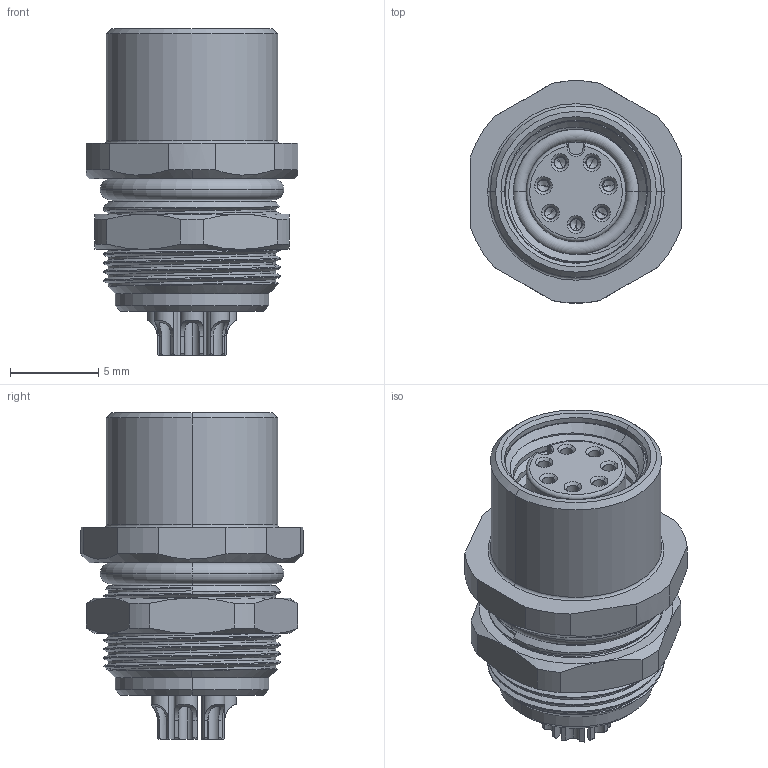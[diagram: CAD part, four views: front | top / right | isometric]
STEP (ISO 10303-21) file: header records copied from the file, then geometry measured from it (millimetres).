
FILE_DESCRIPTION((''),'2;1');
FILE_NAME('8P-K188_','2025-09-09T',('gongcheng16'),(''),'PRO/ENGINEER BY PARAMETRIC TECHNOLOGY CORPORATION, 2010280','PRO/ENGINEER BY PARAMETRIC TECHNOLOGY CORPORATION, 2010280','');
FILE_SCHEMA(('CONFIG_CONTROL_DESIGN'));
Products named in the file (1): 8P-K188_
Bounding box: 12 x 12.6 x 18.5 mm (x, y, z)
Volume: 224.5 mm3; surface area: 14707.6 mm2
Topology: 1 solids, 145 shells, 2165 faces, 6342 edges, 4165 vertices
Faces by surface type: cylinder 901, plane 618, cone 417, bspline 155, torus 74
Entity records: 129566 total; most frequent: CARTESIAN_POINT 75571, ORIENTED_EDGE 11066, DIRECTION 10507, EDGE_CURVE 6314, VERTEX_POINT 4165, AXIS2_PLACEMENT_3D 3975, VECTOR 2557, LINE 2557
